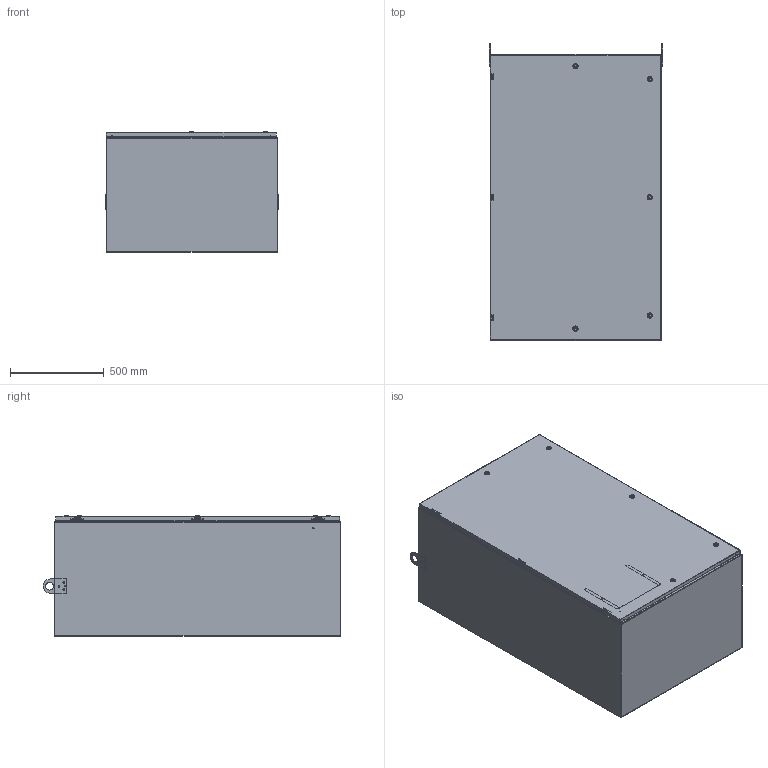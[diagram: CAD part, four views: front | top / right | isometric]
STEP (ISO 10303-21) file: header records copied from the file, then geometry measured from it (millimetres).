
FILE_DESCRIPTION (( 'STEP AP214' ), '1' );
FILE_NAME ('SCE-60EL3624LP.STEP', '2023-08-23T20:05:19', ( '' ), ( '' ), 'SwSTEP 2.0', 'SolidWorks 2021', '' );
FILE_SCHEMA (( 'AUTOMOTIVE_DESIGN' ));
Length unit declared in the file: inch
Products named in the file (1): SCE-60EL3624LP
Bounding box: 921.05 x 1582.67 x 641.46 mm (x, y, z)
Volume: 15471338.3 mm3; surface area: 15044934 mm2
Topology: 54 solids, 57 shells, 2402 faces, 6066 edges, 3849 vertices
Faces by surface type: plane 1187, cylinder 839, bspline 131, torus 117, cone 96, sphere 32
Full cylindrical faces by diameter (mm): 1.016 x3, 3.978 x3, 4.318 x9, 4.369 x6, 4.775 x4, 4.978 x12, 5.207 x6, 5.232 x6, 5.537 x3, 6.096 x6, 6.198 x6, 6.35 x6, 8.738 x3, 9.525 x6, 11.112 x4
Entity records: 82798 total; most frequent: CARTESIAN_POINT 25007, DIRECTION 11868, ORIENTED_EDGE 11662, EDGE_CURVE 5831, AXIS2_PLACEMENT_3D 4306, VERTEX_POINT 3786, VECTOR 3256, LINE 3256
